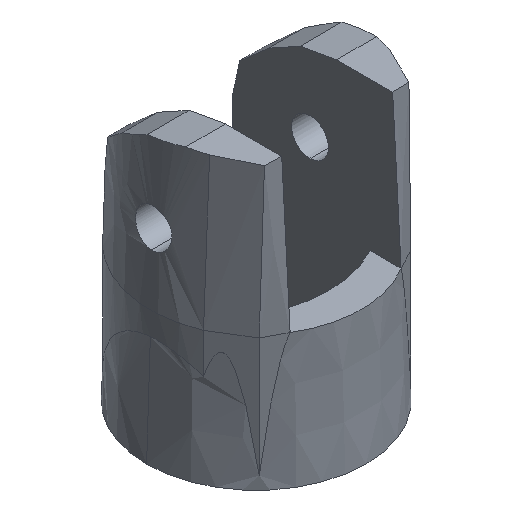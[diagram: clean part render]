
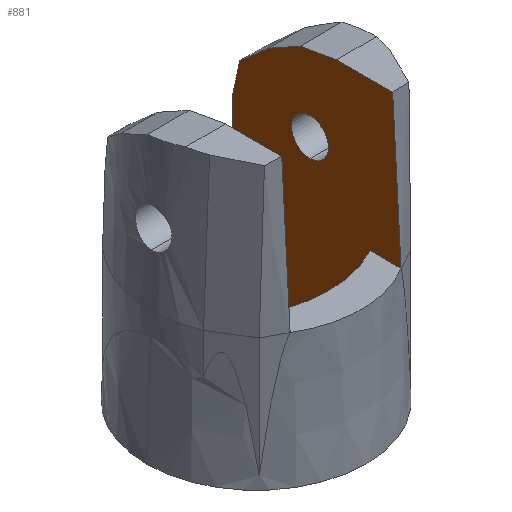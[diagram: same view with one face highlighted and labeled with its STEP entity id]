
A CAD part, isometric view. The second image highlights one B-rep face of the part: STEP entity #881.
In plain terms, the highlighted planar face has unit normal (-1, 0, 0).
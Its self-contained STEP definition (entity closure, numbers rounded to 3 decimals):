
#31 = ORIENTED_EDGE ( 'NONE', *, *, #437, .T. ) ;
#35 = DIRECTION ( 'NONE',  ( 1., 0., 0. ) ) ;
#40 = VECTOR ( 'NONE', #1022, 1000. ) ;
#42 = CARTESIAN_POINT ( 'NONE',  ( 15.79, 3.562, -0.86 ) ) ;
#48 = EDGE_CURVE ( 'NONE', #1112, #308, #350, .T. ) ;
#50 = VECTOR ( 'NONE', #171, 1000. ) ;
#87 = LINE ( 'NONE', #445, #1725 ) ;
#115 = VECTOR ( 'NONE', #473, 1000. ) ;
#116 = EDGE_CURVE ( 'NONE', #455, #1082, #562, .T. ) ;
#120 = ORIENTED_EDGE ( 'NONE', *, *, #196, .F. ) ;
#121 = CARTESIAN_POINT ( 'NONE',  ( 15.79, -7.487, 23.01 ) ) ;
#123 = ORIENTED_EDGE ( 'NONE', *, *, #1401, .F. ) ;
#171 = DIRECTION ( 'NONE',  ( 0., 0., 1. ) ) ;
#196 = EDGE_CURVE ( 'NONE', #376, #942, #1481, .T. ) ;
#232 = CARTESIAN_POINT ( 'NONE',  ( 15.79, -8.203, 10.36 ) ) ;
#299 = CIRCLE ( 'NONE', #301, 1.573 ) ;
#301 = AXIS2_PLACEMENT_3D ( 'NONE', #1597, #783, #1730 ) ;
#308 = VERTEX_POINT ( 'NONE', #800 ) ;
#324 = DIRECTION ( 'NONE',  ( 0., -0.752, 0.659 ) ) ;
#332 = DIRECTION ( 'NONE',  ( 0., 0., 1. ) ) ;
#350 = LINE ( 'NONE', #610, #1384 ) ;
#351 = DIRECTION ( 'NONE',  ( -1., 0., 0. ) ) ;
#368 = LINE ( 'NONE', #1231, #50 ) ;
#371 = CARTESIAN_POINT ( 'NONE',  ( 15.79, 9.647, 0.503 ) ) ;
#376 = VERTEX_POINT ( 'NONE', #1521 ) ;
#381 = VECTOR ( 'NONE', #1729, 1000. ) ;
#384 = FACE_BOUND ( 'NONE', #722, .T. ) ;
#386 = DIRECTION ( 'NONE',  ( 0., -1., 0. ) ) ;
#411 = DIRECTION ( 'NONE',  ( 0., 0., 1. ) ) ;
#430 = VECTOR ( 'NONE', #324, 1000. ) ;
#437 = EDGE_CURVE ( 'NONE', #1527, #308, #368, .T. ) ;
#445 = CARTESIAN_POINT ( 'NONE',  ( 15.79, 6.145, 23.01 ) ) ;
#455 = VERTEX_POINT ( 'NONE', #558 ) ;
#460 = DIRECTION ( 'NONE',  ( 0., 1., 0. ) ) ;
#463 = LINE ( 'NONE', #740, #115 ) ;
#473 = DIRECTION ( 'NONE',  ( 0., -0.874, 0.486 ) ) ;
#485 = VECTOR ( 'NONE', #893, 1000. ) ;
#527 = LINE ( 'NONE', #1393, #430 ) ;
#528 = FACE_OUTER_BOUND ( 'NONE', #773, .T. ) ;
#558 = CARTESIAN_POINT ( 'NONE',  ( 15.79, 0.41, 22.459 ) ) ;
#559 = ORIENTED_EDGE ( 'NONE', *, *, #1663, .F. ) ;
#562 = LINE ( 'NONE', #1592, #40 ) ;
#610 = CARTESIAN_POINT ( 'NONE',  ( 15.79, -0.587, 10.36 ) ) ;
#616 = EDGE_CURVE ( 'NONE', #376, #960, #830, .T. ) ;
#677 = VERTEX_POINT ( 'NONE', #1515 ) ;
#678 = ORIENTED_EDGE ( 'NONE', *, *, #1167, .F. ) ;
#684 = ORIENTED_EDGE ( 'NONE', *, *, #1691, .F. ) ;
#716 = ORIENTED_EDGE ( 'NONE', *, *, #616, .T. ) ;
#718 = CARTESIAN_POINT ( 'NONE',  ( 15.79, -0.437, 17.746 ) ) ;
#721 = DIRECTION ( 'NONE',  ( 0., -1., 0. ) ) ;
#722 = EDGE_LOOP ( 'NONE', ( #1695, #123 ) ) ;
#740 = CARTESIAN_POINT ( 'NONE',  ( 15.79, 12.717, 15.623 ) ) ;
#748 = CARTESIAN_POINT ( 'NONE',  ( 15.79, 3.091, 20.97 ) ) ;
#773 = EDGE_LOOP ( 'NONE', ( #678, #120, #716, #684, #975, #31, #1609, #837, #1116, #1494, #1721, #559 ) ) ;
#783 = DIRECTION ( 'NONE',  ( -1., 0., 0. ) ) ;
#800 = CARTESIAN_POINT ( 'NONE',  ( 15.79, -5.568, 10.36 ) ) ;
#804 = CARTESIAN_POINT ( 'NONE',  ( 15.79, 6.145, 10.36 ) ) ;
#809 = VERTEX_POINT ( 'NONE', #42 ) ;
#830 = LINE ( 'NONE', #804, #381 ) ;
#837 = ORIENTED_EDGE ( 'NONE', *, *, #1057, .T. ) ;
#842 = PLANE ( 'NONE',  #1086 ) ;
#856 = CARTESIAN_POINT ( 'NONE',  ( 15.79, 3.562, -0.861 ) ) ;
#881 = ADVANCED_FACE ( 'NONE', ( #384, #528 ), #842, .F. ) ;
#890 = EDGE_CURVE ( 'NONE', #1082, #1149, #87, .T. ) ;
#893 = DIRECTION ( 'NONE',  ( 0., -0.219, 0.976 ) ) ;
#908 = CARTESIAN_POINT ( 'NONE',  ( 15.79, 6.145, 16.685 ) ) ;
#942 = VERTEX_POINT ( 'NONE', #1540 ) ;
#959 = VERTEX_POINT ( 'NONE', #718 ) ;
#960 = VERTEX_POINT ( 'NONE', #1130 ) ;
#975 = ORIENTED_EDGE ( 'NONE', *, *, #1110, .T. ) ;
#978 = EDGE_CURVE ( 'NONE', #959, #1584, #1667, .T. ) ;
#1022 = DIRECTION ( 'NONE',  ( 0., -0.985, 0.175 ) ) ;
#1024 = CARTESIAN_POINT ( 'NONE',  ( 15.79, 3.562, -0.86 ) ) ;
#1057 = EDGE_CURVE ( 'NONE', #1112, #1149, #1701, .T. ) ;
#1082 = VERTEX_POINT ( 'NONE', #1324 ) ;
#1086 = AXIS2_PLACEMENT_3D ( 'NONE', #856, #35, #1265 ) ;
#1110 = EDGE_CURVE ( 'NONE', #809, #1527, #1732, .T. ) ;
#1112 = VERTEX_POINT ( 'NONE', #232 ) ;
#1116 = ORIENTED_EDGE ( 'NONE', *, *, #890, .F. ) ;
#1121 = CARTESIAN_POINT ( 'NONE',  ( 15.79, 3.562, -0.861 ) ) ;
#1130 = CARTESIAN_POINT ( 'NONE',  ( 15.79, 3.562, 10.36 ) ) ;
#1134 = VECTOR ( 'NONE', #386, 1000. ) ;
#1149 = VERTEX_POINT ( 'NONE', #121 ) ;
#1167 = EDGE_CURVE ( 'NONE', #942, #677, #1314, .T. ) ;
#1179 = AXIS2_PLACEMENT_3D ( 'NONE', #1282, #351, #332 ) ;
#1209 = CARTESIAN_POINT ( 'NONE',  ( 15.79, -5.568, -0.86 ) ) ;
#1220 = VECTOR ( 'NONE', #411, 1000. ) ;
#1231 = CARTESIAN_POINT ( 'NONE',  ( 15.79, -5.568, -0.861 ) ) ;
#1246 = VECTOR ( 'NONE', #1565, 1000. ) ;
#1250 = CARTESIAN_POINT ( 'NONE',  ( 15.79, -0.437, 14.6 ) ) ;
#1265 = DIRECTION ( 'NONE',  ( 0., 0., -1. ) ) ;
#1275 = DIRECTION ( 'NONE',  ( 0., 0., 1. ) ) ;
#1282 = CARTESIAN_POINT ( 'NONE',  ( 15.79, -0.437, 16.173 ) ) ;
#1314 = LINE ( 'NONE', #371, #485 ) ;
#1317 = EDGE_CURVE ( 'NONE', #1326, #455, #463, .T. ) ;
#1324 = CARTESIAN_POINT ( 'NONE',  ( 15.79, -2.697, 23.01 ) ) ;
#1326 = VERTEX_POINT ( 'NONE', #748 ) ;
#1384 = VECTOR ( 'NONE', #460, 1000. ) ;
#1393 = CARTESIAN_POINT ( 'NONE',  ( 15.79, 14.178, 11.255 ) ) ;
#1401 = EDGE_CURVE ( 'NONE', #1584, #959, #299, .T. ) ;
#1441 = CARTESIAN_POINT ( 'NONE',  ( 15.79, -8.203, 10.36 ) ) ;
#1481 = LINE ( 'NONE', #908, #1220 ) ;
#1494 = ORIENTED_EDGE ( 'NONE', *, *, #116, .F. ) ;
#1510 = VECTOR ( 'NONE', #1275, 1000. ) ;
#1515 = CARTESIAN_POINT ( 'NONE',  ( 15.79, 5.54, 18.824 ) ) ;
#1521 = CARTESIAN_POINT ( 'NONE',  ( 15.79, 6.145, 10.36 ) ) ;
#1527 = VERTEX_POINT ( 'NONE', #1209 ) ;
#1540 = CARTESIAN_POINT ( 'NONE',  ( 15.79, 6.145, 16.123 ) ) ;
#1548 = LINE ( 'NONE', #1121, #1510 ) ;
#1565 = DIRECTION ( 'NONE',  ( 0., 0.057, 0.998 ) ) ;
#1584 = VERTEX_POINT ( 'NONE', #1250 ) ;
#1592 = CARTESIAN_POINT ( 'NONE',  ( 15.79, 7.476, 21.205 ) ) ;
#1597 = CARTESIAN_POINT ( 'NONE',  ( 15.79, -0.437, 16.173 ) ) ;
#1609 = ORIENTED_EDGE ( 'NONE', *, *, #48, .F. ) ;
#1663 = EDGE_CURVE ( 'NONE', #677, #1326, #527, .T. ) ;
#1667 = CIRCLE ( 'NONE', #1179, 1.573 ) ;
#1691 = EDGE_CURVE ( 'NONE', #809, #960, #1548, .T. ) ;
#1695 = ORIENTED_EDGE ( 'NONE', *, *, #978, .F. ) ;
#1701 = LINE ( 'NONE', #1441, #1246 ) ;
#1721 = ORIENTED_EDGE ( 'NONE', *, *, #1317, .F. ) ;
#1725 = VECTOR ( 'NONE', #721, 1000. ) ;
#1729 = DIRECTION ( 'NONE',  ( 0., -1., 0. ) ) ;
#1730 = DIRECTION ( 'NONE',  ( 0., 0., 1. ) ) ;
#1732 = LINE ( 'NONE', #1024, #1134 ) ;
